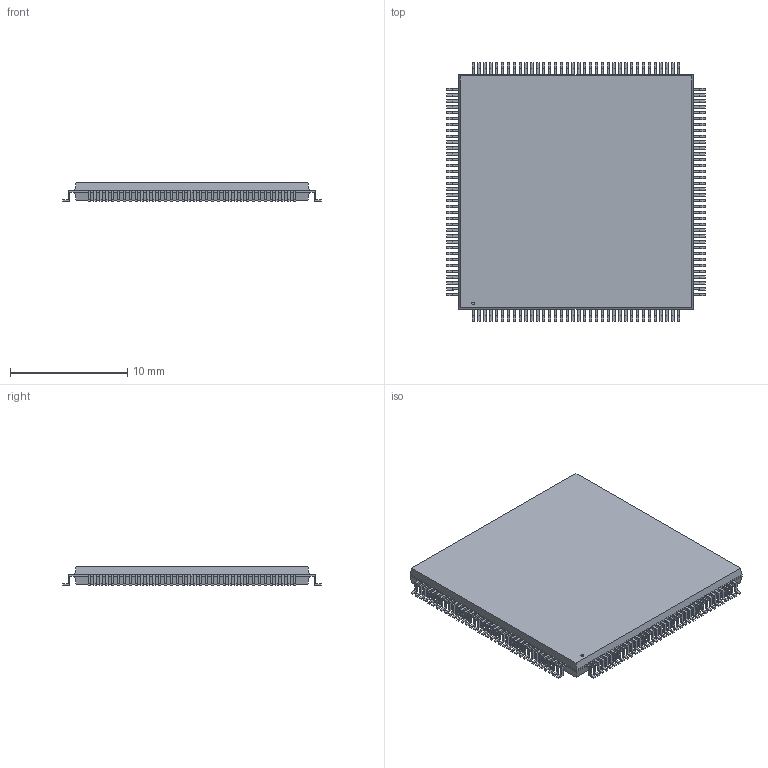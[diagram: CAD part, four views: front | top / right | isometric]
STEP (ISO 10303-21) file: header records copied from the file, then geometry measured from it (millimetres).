
FILE_DESCRIPTION (( 'STEP AP203' ), '1' );
FILE_NAME ('TQFP144(Max V CPLD ground pins)_CPLD5M1270ZT144C5N_01_sldprt.STEP', '2016-06-02T17:08:56', ( 'Shusen Zhang' ), ( 'MathWorks' ), 'SwSTEP 2.0', 'SolidWorks 2015', '' );
FILE_SCHEMA (( 'CONFIG_CONTROL_DESIGN' ));
Length unit declared in the file: inch
Products named in the file (1): TQFP144(Max V CPLD ground pins)_CPLD5M1270ZT144C5N_01_sldprt
Bounding box: 22 x 22 x 1.6 mm (x, y, z)
Surface area: 1115.6 mm2 (no closed solid volume)
Topology: 0 solids, 145 shells, 1313 faces, 3490 edges, 2324 vertices
Faces by surface type: plane 1311, cylinder 2
Entity records: 39243 total; most frequent: CARTESIAN_POINT 7128, ORIENTED_EDGE 6404, DIRECTION 6122, EDGE_CURVE 3490, LINE 3486, VECTOR 3486, VERTEX_POINT 2324, AXIS2_PLACEMENT_3D 1318
